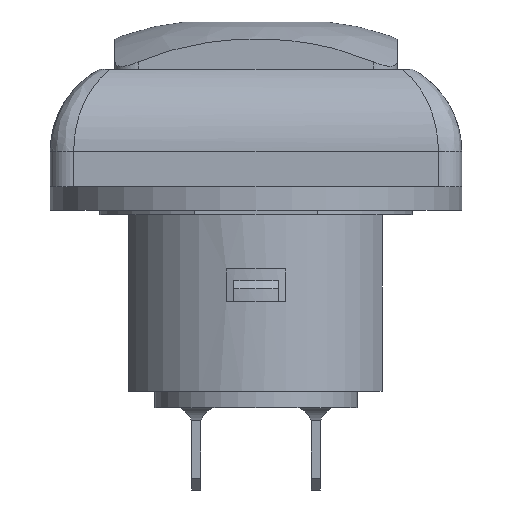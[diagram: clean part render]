
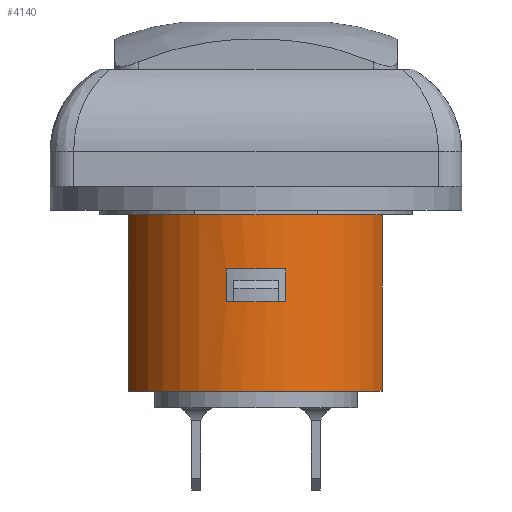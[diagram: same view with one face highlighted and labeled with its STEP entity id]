
A CAD part, left-side view. The second image highlights one B-rep face of the part: STEP entity #4140.
In plain terms, the highlighted cylindrical face has radius 5.7 mm (diameter 11.4 mm), a partial arc.
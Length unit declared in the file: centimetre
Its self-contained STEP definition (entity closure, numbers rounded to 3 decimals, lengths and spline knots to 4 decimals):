
#130=FACE_BOUND('',#703,.T.);
#449=FACE_OUTER_BOUND('',#702,.T.);
#702=EDGE_LOOP('',(#3609,#3610,#3611,#3612));
#703=EDGE_LOOP('',(#3613,#3614,#3615,#3616));
#915=CIRCLE('',#4532,0.57);
#920=CIRCLE('',#4539,0.57);
#921=CIRCLE('',#4540,0.57);
#922=CIRCLE('',#4541,0.57);
#1228=LINE('',#7333,#1585);
#1234=LINE('',#7346,#1591);
#1238=LINE('',#7367,#1595);
#1239=LINE('',#7371,#1596);
#1585=VECTOR('',#5551,1.);
#1591=VECTOR('',#5559,1.);
#1595=VECTOR('',#5583,1.);
#1596=VECTOR('',#5586,1.);
#1982=VERTEX_POINT('',#7331);
#1983=VERTEX_POINT('',#7332);
#1988=VERTEX_POINT('',#7343);
#1989=VERTEX_POINT('',#7345);
#1995=VERTEX_POINT('',#7365);
#1996=VERTEX_POINT('',#7366);
#1997=VERTEX_POINT('',#7368);
#1998=VERTEX_POINT('',#7370);
#2537=EDGE_CURVE('',#1982,#1983,#1228,.T.);
#2543=EDGE_CURVE('',#1989,#1988,#1234,.T.);
#2546=EDGE_CURVE('',#1989,#1983,#915,.T.);
#2553=EDGE_CURVE('',#1988,#1982,#920,.T.);
#2554=EDGE_CURVE('',#1995,#1996,#1238,.T.);
#2555=EDGE_CURVE('',#1996,#1997,#921,.T.);
#2556=EDGE_CURVE('',#1997,#1998,#1239,.T.);
#2557=EDGE_CURVE('',#1998,#1995,#922,.T.);
#3609=ORIENTED_EDGE('',*,*,#2537,.T.);
#3610=ORIENTED_EDGE('',*,*,#2546,.F.);
#3611=ORIENTED_EDGE('',*,*,#2543,.T.);
#3612=ORIENTED_EDGE('',*,*,#2553,.T.);
#3613=ORIENTED_EDGE('',*,*,#2554,.T.);
#3614=ORIENTED_EDGE('',*,*,#2555,.T.);
#3615=ORIENTED_EDGE('',*,*,#2556,.T.);
#3616=ORIENTED_EDGE('',*,*,#2557,.T.);
#3947=CYLINDRICAL_SURFACE('',#4538,0.57);
#4140=ADVANCED_FACE('',(#449,#130),#3947,.T.);
#4532=AXIS2_PLACEMENT_3D('',#7350,#5565,#5566);
#4538=AXIS2_PLACEMENT_3D('',#7363,#5579,#5580);
#4539=AXIS2_PLACEMENT_3D('',#7364,#5581,#5582);
#4540=AXIS2_PLACEMENT_3D('',#7369,#5584,#5585);
#4541=AXIS2_PLACEMENT_3D('',#7372,#5587,#5588);
#5551=DIRECTION('',(0.,0.,-1.));
#5559=DIRECTION('',(0.,0.,1.));
#5565=DIRECTION('center_axis',(0.,0.,
-1.));
#5566=DIRECTION('ref_axis',(-1.,0.,0.));
#5579=DIRECTION('center_axis',(0.,0.,
-1.));
#5580=DIRECTION('ref_axis',(-1.,0.,0.));
#5581=DIRECTION('center_axis',(0.,0.,
-1.));
#5582=DIRECTION('ref_axis',(-1.,0.,0.));
#5583=DIRECTION('',(0.,0.,1.));
#5584=DIRECTION('center_axis',(0.,0.,
1.));
#5585=DIRECTION('ref_axis',(-1.,0.,0.));
#5586=DIRECTION('',(0.,0.,-1.));
#5587=DIRECTION('center_axis',(0.,0.,
-1.));
#5588=DIRECTION('ref_axis',(-1.,0.,0.));
#7331=CARTESIAN_POINT('',(-0.1702,0.544,-0.12));
#7332=CARTESIAN_POINT('',(-0.1702,0.544,-0.87));
#7333=CARTESIAN_POINT('',(-0.1702,0.544,-0.435));
#7343=CARTESIAN_POINT('',(-0.1939,-0.536,-0.12));
#7345=CARTESIAN_POINT('',(-0.1939,-0.536,-0.87));
#7346=CARTESIAN_POINT('',(-0.1939,-0.536,-0.435));
#7350=CARTESIAN_POINT('Origin',(0.,0.,
-0.87));
#7363=CARTESIAN_POINT('Origin',(0.,0.,
-0.435));
#7364=CARTESIAN_POINT('Origin',(0.,0.,
-0.12));
#7365=CARTESIAN_POINT('',(-0.5556,0.1275,-0.49));
#7366=CARTESIAN_POINT('',(-0.5556,0.1275,-0.35));
#7367=CARTESIAN_POINT('',(-0.5556,0.1275,-0.435));
#7368=CARTESIAN_POINT('',(-0.5556,-0.1275,-0.35));
#7369=CARTESIAN_POINT('Origin',(0.,0.,
-0.35));
#7370=CARTESIAN_POINT('',(-0.5556,-0.1275,-0.49));
#7371=CARTESIAN_POINT('',(-0.5556,-0.1275,-0.435));
#7372=CARTESIAN_POINT('Origin',(0.,0.,
-0.49));
